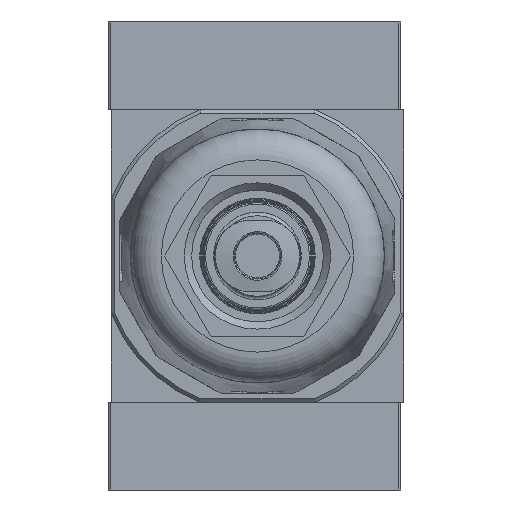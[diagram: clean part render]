
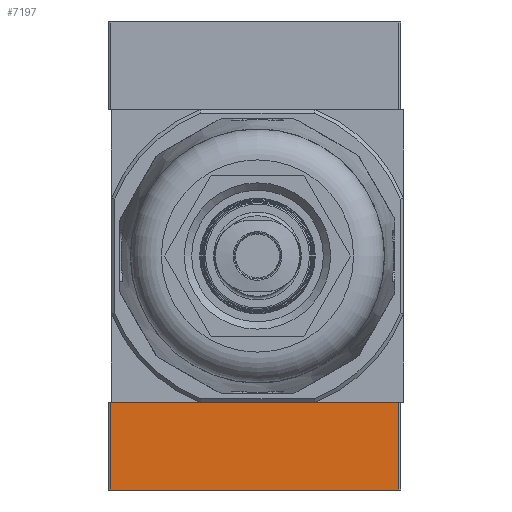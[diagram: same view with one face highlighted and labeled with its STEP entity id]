
A CAD part, front view. The second image highlights one B-rep face of the part: STEP entity #7197.
In plain terms, the highlighted face is planar.
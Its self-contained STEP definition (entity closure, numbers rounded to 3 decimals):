
#417=LINE('',#11148,#775);
#418=LINE('',#11152,#776);
#419=LINE('',#11154,#777);
#420=LINE('',#11156,#778);
#775=VECTOR('',#8876,1000.);
#776=VECTOR('',#8881,1000.);
#777=VECTOR('',#8882,1000.);
#778=VECTOR('',#8883,1000.);
#1015=PLANE('',#7711);
#2074=ORIENTED_EDGE('',*,*,#3216,.T.);
#2075=ORIENTED_EDGE('',*,*,#3217,.F.);
#2076=ORIENTED_EDGE('',*,*,#3218,.F.);
#2077=ORIENTED_EDGE('',*,*,#3214,.T.);
#3214=EDGE_CURVE('',#3856,#3855,#417,.T.);
#3216=EDGE_CURVE('',#3855,#3857,#418,.T.);
#3217=EDGE_CURVE('',#3858,#3857,#419,.T.);
#3218=EDGE_CURVE('',#3856,#3858,#420,.T.);
#3855=VERTEX_POINT('',#11147);
#3856=VERTEX_POINT('',#11149);
#3857=VERTEX_POINT('',#11153);
#3858=VERTEX_POINT('',#11155);
#4623=EDGE_LOOP('',(#2074,#2075,#2076,#2077));
#5133=FACE_BOUND('',#4623,.T.);
#7197=ADVANCED_FACE('',(#5133),#1015,.F.);
#7711=AXIS2_PLACEMENT_3D('',#11151,#8879,#8880);
#8876=DIRECTION('',(0.,0.,-1.));
#8879=DIRECTION('',(0.,-1.,0.));
#8880=DIRECTION('',(0.,0.,-1.));
#8881=DIRECTION('',(-1.,0.,0.));
#8882=DIRECTION('',(0.,0.,-1.));
#8883=DIRECTION('',(-1.,0.,0.));
#11147=CARTESIAN_POINT('',(19.7,10.,-6.));
#11148=CARTESIAN_POINT('',(19.7,10.,6.));
#11149=CARTESIAN_POINT('',(19.7,10.,6.));
#11151=CARTESIAN_POINT('',(19.7,10.,6.));
#11152=CARTESIAN_POINT('',(19.7,10.,-6.));
#11153=CARTESIAN_POINT('',(-19.7,10.,-6.));
#11154=CARTESIAN_POINT('',(-19.7,10.,6.));
#11155=CARTESIAN_POINT('',(-19.7,10.,6.));
#11156=CARTESIAN_POINT('',(19.7,10.,6.));
